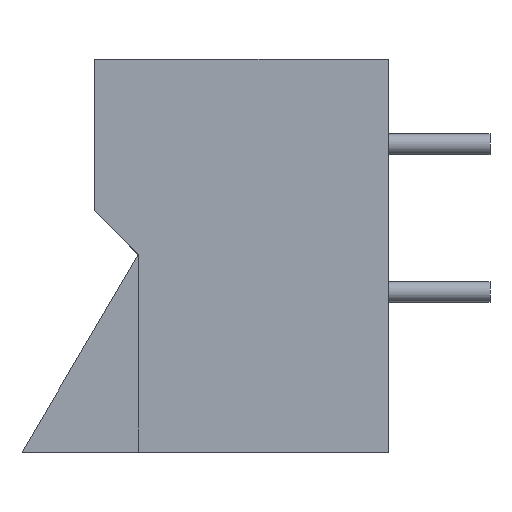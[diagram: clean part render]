
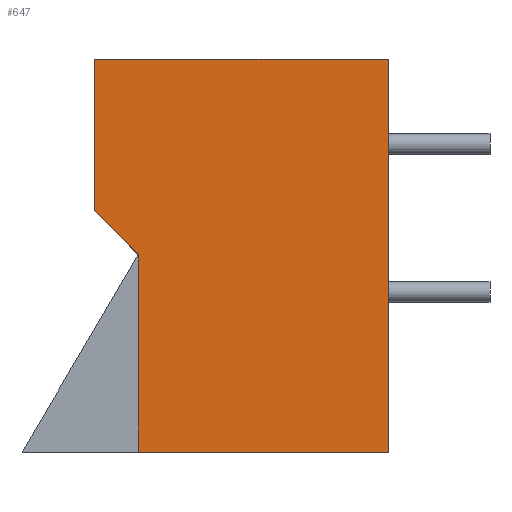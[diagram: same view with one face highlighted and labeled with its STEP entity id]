
A CAD part, top view. The second image highlights one B-rep face of the part: STEP entity #647.
In plain terms, the highlighted planar face has unit normal (0, 0, 1).
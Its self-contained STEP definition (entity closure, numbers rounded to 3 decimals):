
#647=ADVANCED_FACE('',(#1000),#1002,.T.);
#1000=FACE_BOUND('',#1001,.T.);
#1001=EDGE_LOOP('',(#1208,#1209,#1210,#1211,#1212,#1213));
#1002=PLANE('',#1003);
#1003=AXIS2_PLACEMENT_3D('',#1004,#1005,#1006);
#1004=CARTESIAN_POINT('',(0.,0.,0.));
#1005=DIRECTION('',(0.,0.,1.));
#1006=DIRECTION('',(1.,0.,0.));
#1208=ORIENTED_EDGE('',*,*,#1307,.T.);
#1209=ORIENTED_EDGE('',*,*,#1311,.T.);
#1210=ORIENTED_EDGE('',*,*,#1314,.T.);
#1211=ORIENTED_EDGE('',*,*,#1317,.T.);
#1212=ORIENTED_EDGE('',*,*,#1320,.T.);
#1213=ORIENTED_EDGE('',*,*,#1322,.T.);
#1307=EDGE_CURVE('',#1474,#1472,#1475,.T.);
#1311=EDGE_CURVE('',#1472,#1479,#1481,.T.);
#1314=EDGE_CURVE('',#1479,#1484,#1486,.T.);
#1317=EDGE_CURVE('',#1484,#1489,#1491,.T.);
#1320=EDGE_CURVE('',#1489,#1494,#1496,.T.);
#1322=EDGE_CURVE('',#1494,#1474,#1498,.T.);
#1472=VERTEX_POINT('',#1837);
#1474=VERTEX_POINT('',#1841);
#1475=LINE('',#1842,#1843);
#1479=VERTEX_POINT('',#1852);
#1481=LINE('',#1856,#1857);
#1484=VERTEX_POINT('',#1863);
#1486=LINE('',#1867,#1868);
#1489=VERTEX_POINT('',#1874);
#1491=LINE('',#1878,#1879);
#1494=VERTEX_POINT('',#1885);
#1496=LINE('',#1889,#1890);
#1498=LINE('',#1895,#1896);
#1837=CARTESIAN_POINT('',(10.1,0.,0.));
#1841=CARTESIAN_POINT('',(10.1,-13.513,0.));
#1842=CARTESIAN_POINT('',(10.1,-13.513,0.));
#1843=VECTOR('',#1844,1.);
#1844=DIRECTION('',(0.,1.,0.));
#1852=CARTESIAN_POINT('',(0.,0.,0.));
#1856=CARTESIAN_POINT('',(10.1,0.,0.));
#1857=VECTOR('',#1858,1.);
#1858=DIRECTION('',(-1.,0.,0.));
#1863=CARTESIAN_POINT('',(0.,-5.19,0.));
#1867=CARTESIAN_POINT('',(0.,0.,0.));
#1868=VECTOR('',#1869,1.);
#1869=DIRECTION('',(0.,-1.,0.));
#1874=CARTESIAN_POINT('',(1.5,-6.713,0.));
#1878=CARTESIAN_POINT('',(0.,-5.19,0.));
#1879=VECTOR('',#1880,1.);
#1880=DIRECTION('',(0.702,-0.712,0.));
#1885=CARTESIAN_POINT('',(1.5,-13.513,0.));
#1889=CARTESIAN_POINT('',(1.5,-6.713,0.));
#1890=VECTOR('',#1891,1.);
#1891=DIRECTION('',(0.,-1.,0.));
#1895=CARTESIAN_POINT('',(1.5,-13.513,0.));
#1896=VECTOR('',#1897,1.);
#1897=DIRECTION('',(1.,0.,0.));
